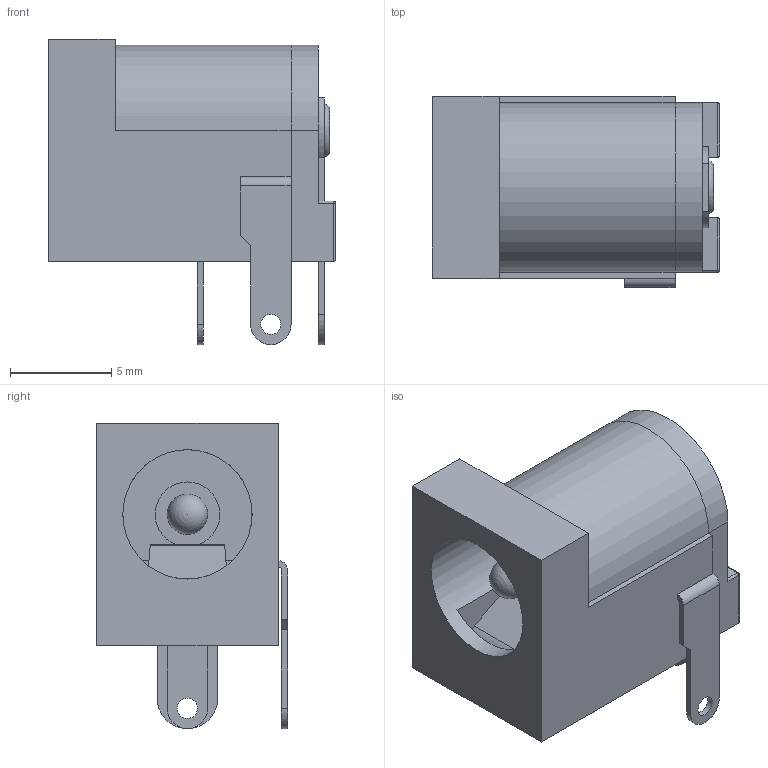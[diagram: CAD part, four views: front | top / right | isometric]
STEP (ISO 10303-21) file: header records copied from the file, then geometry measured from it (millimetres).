
FILE_DESCRIPTION(('FreeCAD Model'),'2;1');
FILE_NAME('Open CASCADE Shape Model','2024-09-28T23:00:24',( 'kicad StepUp'),('ksu MCAD'),'Open CASCADE STEP processor 7.6', 'FreeCAD','Unknown');
FILE_SCHEMA(('AUTOMOTIVE_DESIGN { 1 0 10303 214 1 1 1 1 }'));
Length unit declared in the file: millimetre
Products named in the file (7): DC_Power_Jack_PCB_Mounted_2.1mm; Plastic_Body_1of2; Plastic_Body_2of2; PIN_01; PIN_03; PIN_02; Boner
Assembly tree (6 placements, depth 2):
  DC_Power_Jack_PCB_Mounted_2.1mm
    Plastic_Body_1of2
    Plastic_Body_2of2
    PIN_01
    PIN_03
    PIN_02
    Boner
Bounding box: 14.2 x 9.45 x 15.1 mm (x, y, z)
Volume: 773 mm3; surface area: 1751.7 mm2
Topology: 6 solids, 6 shells, 162 faces, 404 edges, 256 vertices
Faces by surface type: plane 112, cylinder 38, bspline 6, sphere 3, revolution 3
Full cylindrical faces by diameter (mm): 1 x3, 2 x5, 3.2 x2, 6.4 x1
Entity records: 5320 total; most frequent: CARTESIAN_POINT 1287, ORIENTED_EDGE 802, DIRECTION 773, EDGE_CURVE 401, LINE 304, VECTOR 304, VERTEX_POINT 256, AXIS2_PLACEMENT_3D 233
